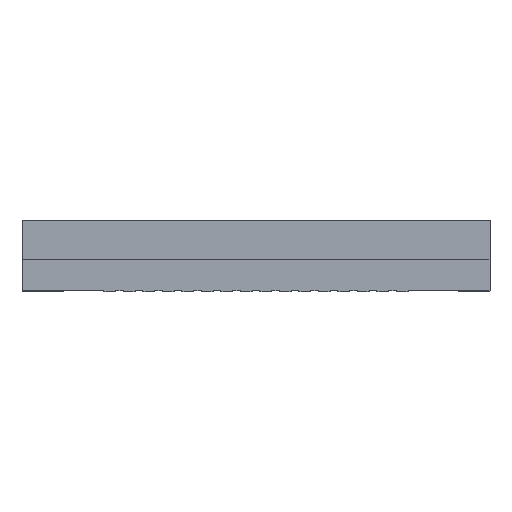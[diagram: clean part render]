
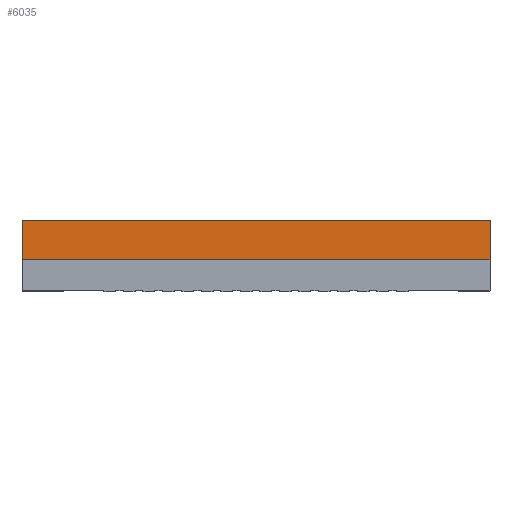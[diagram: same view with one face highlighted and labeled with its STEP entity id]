
A CAD part, front view. The second image highlights one B-rep face of the part: STEP entity #6035.
In plain terms, the highlighted planar face has unit normal (0, -1, 0).
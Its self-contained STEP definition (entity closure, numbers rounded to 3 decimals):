
#1097 = VECTOR ( 'NONE', #5588, 1000. ) ;
#1450 = VERTEX_POINT ( 'NONE', #17468 ) ;
#2478 = ORIENTED_EDGE ( 'NONE', *, *, #22258, .F. ) ;
#2606 = ORIENTED_EDGE ( 'NONE', *, *, #24674, .T. ) ;
#2917 = DIRECTION ( 'NONE',  ( 1., 0., 0. ) ) ;
#2922 = DIRECTION ( 'NONE',  ( 1., 0., 0. ) ) ;
#4687 = CARTESIAN_POINT ( 'NONE',  ( -6., -6., 0.8 ) ) ;
#5111 = ORIENTED_EDGE ( 'NONE', *, *, #15752, .F. ) ;
#5588 = DIRECTION ( 'NONE',  ( 0., 0., -1. ) ) ;
#6035 = ADVANCED_FACE ( 'NONE', ( #6192 ), #10076, .F. ) ;
#6192 = FACE_OUTER_BOUND ( 'NONE', #8978, .T. ) ;
#7515 = ORIENTED_EDGE ( 'NONE', *, *, #16287, .T. ) ;
#8437 = CARTESIAN_POINT ( 'NONE',  ( 6., -6., 1.8 ) ) ;
#8978 = EDGE_LOOP ( 'NONE', ( #2606, #7515, #2478, #5111 ) ) ;
#10076 = PLANE ( 'NONE',  #12308 ) ;
#11095 = LINE ( 'NONE', #12481, #14710 ) ;
#11132 = CARTESIAN_POINT ( 'NONE',  ( 6., -6., 1.8 ) ) ;
#12308 = AXIS2_PLACEMENT_3D ( 'NONE', #19749, #23374, #23500 ) ;
#12339 = LINE ( 'NONE', #8437, #14178 ) ;
#12481 = CARTESIAN_POINT ( 'NONE',  ( -6., -6., 1.8 ) ) ;
#14114 = LINE ( 'NONE', #4687, #17158 ) ;
#14178 = VECTOR ( 'NONE', #14219, 1000. ) ;
#14219 = DIRECTION ( 'NONE',  ( 0., 0., -1. ) ) ;
#14710 = VECTOR ( 'NONE', #2917, 1000. ) ;
#15054 = VERTEX_POINT ( 'NONE', #22999 ) ;
#15137 = LINE ( 'NONE', #22789, #1097 ) ;
#15752 = EDGE_CURVE ( 'NONE', #24141, #19951, #11095, .T. ) ;
#16287 = EDGE_CURVE ( 'NONE', #1450, #15054, #14114, .T. ) ;
#17158 = VECTOR ( 'NONE', #2922, 1000. ) ;
#17468 = CARTESIAN_POINT ( 'NONE',  ( -6., -6., 0.8 ) ) ;
#19749 = CARTESIAN_POINT ( 'NONE',  ( -6., -6., 1.8 ) ) ;
#19951 = VERTEX_POINT ( 'NONE', #11132 ) ;
#20602 = CARTESIAN_POINT ( 'NONE',  ( -6., -6., 1.8 ) ) ;
#22258 = EDGE_CURVE ( 'NONE', #19951, #15054, #12339, .T. ) ;
#22789 = CARTESIAN_POINT ( 'NONE',  ( -6., -6., 1.8 ) ) ;
#22999 = CARTESIAN_POINT ( 'NONE',  ( 6., -6., 0.8 ) ) ;
#23374 = DIRECTION ( 'NONE',  ( 0., 1., 0. ) ) ;
#23500 = DIRECTION ( 'NONE',  ( 0., 0., 1. ) ) ;
#24141 = VERTEX_POINT ( 'NONE', #20602 ) ;
#24674 = EDGE_CURVE ( 'NONE', #24141, #1450, #15137, .T. ) ;
